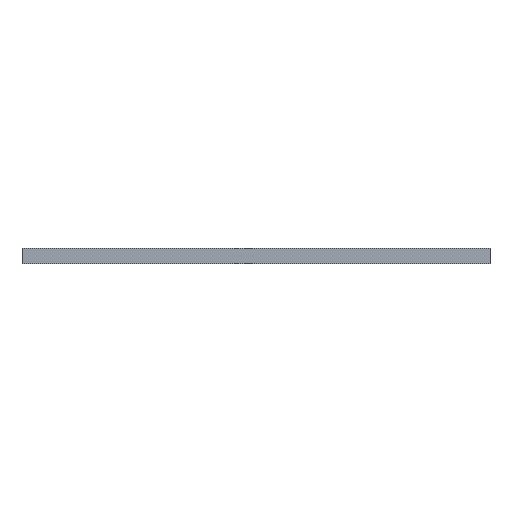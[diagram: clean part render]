
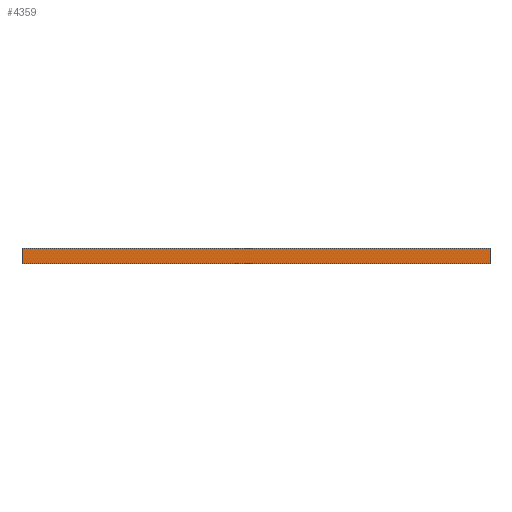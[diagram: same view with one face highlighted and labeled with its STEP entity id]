
A CAD part, left-side view. The second image highlights one B-rep face of the part: STEP entity #4359.
In plain terms, the highlighted planar face has unit normal (-1, 0, 0).
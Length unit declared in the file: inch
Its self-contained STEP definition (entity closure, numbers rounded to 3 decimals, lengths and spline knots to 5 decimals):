
#41 = FACE_OUTER_BOUND ( 'NONE', #1775, .T. ) ;
#128 = DIRECTION ( 'NONE',  ( 0., 1., 0. ) ) ;
#171 = VERTEX_POINT ( 'NONE', #599 ) ;
#296 = ORIENTED_EDGE ( 'NONE', *, *, #3451, .T. ) ;
#309 = LINE ( 'NONE', #4349, #1736 ) ;
#599 = CARTESIAN_POINT ( 'NONE',  ( -0.88583, 1.05298, 0.02953 ) ) ;
#846 = VERTEX_POINT ( 'NONE', #2382 ) ;
#919 = LINE ( 'NONE', #3070, #3636 ) ;
#920 = VERTEX_POINT ( 'NONE', #4508 ) ;
#969 = CARTESIAN_POINT ( 'NONE',  ( -0.88583, -0.71867, 0. ) ) ;
#1014 = VERTEX_POINT ( 'NONE', #1596 ) ;
#1069 = EDGE_CURVE ( 'NONE', #171, #846, #919, .T. ) ;
#1144 = DIRECTION ( 'NONE',  ( 0., -1., 0. ) ) ;
#1288 = DIRECTION ( 'NONE',  ( 0., 0., -1. ) ) ;
#1529 = CARTESIAN_POINT ( 'NONE',  ( -0.88583, 0.16716, -0.02953 ) ) ;
#1596 = CARTESIAN_POINT ( 'NONE',  ( -0.88583, -0.71867, -0.02953 ) ) ;
#1637 = VECTOR ( 'NONE', #1885, 39.37008 ) ;
#1736 = VECTOR ( 'NONE', #128, 39.37008 ) ;
#1775 = EDGE_LOOP ( 'NONE', ( #3923, #4488, #3010, #296 ) ) ;
#1796 = PLANE ( 'NONE',  #3508 ) ;
#1885 = DIRECTION ( 'NONE',  ( 0., 1., 0. ) ) ;
#2159 = CARTESIAN_POINT ( 'NONE',  ( -0.88583, 1.05298, 0. ) ) ;
#2369 = DIRECTION ( 'NONE',  ( 0., 0., 1. ) ) ;
#2382 = CARTESIAN_POINT ( 'NONE',  ( -0.88583, 1.05298, -0.02953 ) ) ;
#2696 = LINE ( 'NONE', #1529, #1637 ) ;
#2911 = EDGE_CURVE ( 'NONE', #920, #171, #309, .T. ) ;
#3010 = ORIENTED_EDGE ( 'NONE', *, *, #4505, .F. ) ;
#3070 = CARTESIAN_POINT ( 'NONE',  ( -0.88583, 1.05298, 0. ) ) ;
#3451 = EDGE_CURVE ( 'NONE', #1014, #920, #4404, .T. ) ;
#3508 = AXIS2_PLACEMENT_3D ( 'NONE', #2159, #3964, #1144 ) ;
#3636 = VECTOR ( 'NONE', #1288, 39.37008 ) ;
#3923 = ORIENTED_EDGE ( 'NONE', *, *, #2911, .T. ) ;
#3964 = DIRECTION ( 'NONE',  ( -1., 0., 0. ) ) ;
#4133 = VECTOR ( 'NONE', #2369, 39.37008 ) ;
#4349 = CARTESIAN_POINT ( 'NONE',  ( -0.88583, 1.05298, 0.02953 ) ) ;
#4359 = ADVANCED_FACE ( 'NONE', ( #41 ), #1796, .T. ) ;
#4404 = LINE ( 'NONE', #969, #4133 ) ;
#4488 = ORIENTED_EDGE ( 'NONE', *, *, #1069, .T. ) ;
#4505 = EDGE_CURVE ( 'NONE', #1014, #846, #2696, .T. ) ;
#4508 = CARTESIAN_POINT ( 'NONE',  ( -0.88583, -0.71867, 0.02953 ) ) ;
